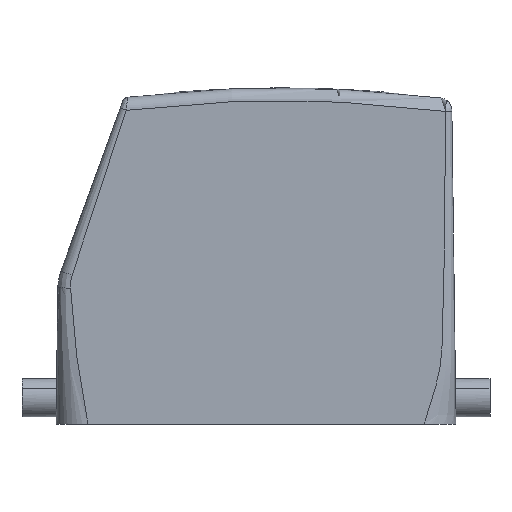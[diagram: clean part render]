
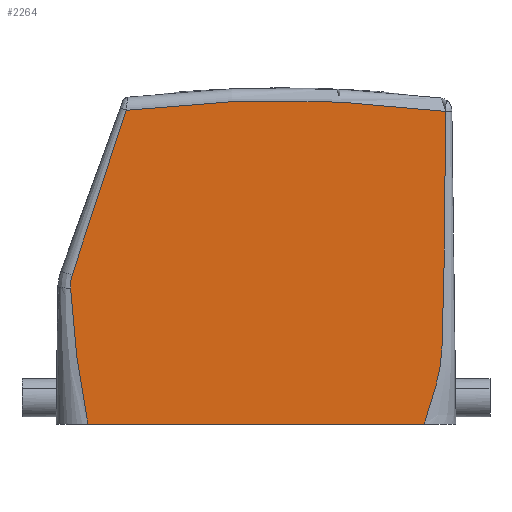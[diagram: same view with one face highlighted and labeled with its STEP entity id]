
A CAD part, left-side view. The second image highlights one B-rep face of the part: STEP entity #2264.
In plain terms, the highlighted planar face has unit normal (-1, 0, 0).
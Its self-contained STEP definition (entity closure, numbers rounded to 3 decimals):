
#630=AXIS2_PLACEMENT_3D('Circle Axis2P3D',#628,#629,$) ;
#2146=AXIS2_PLACEMENT_3D('Plane Axis2P3D',#2143,#2144,#2145) ;
#625=CARTESIAN_POINT('Vertex',(0.,85.52,73.746)) ;
#628=CARTESIAN_POINT('Axis2P3D Location',(0.,49.,-221.)) ;
#632=CARTESIAN_POINT('Vertex',(0.,10.46,73.489)) ;
#2143=CARTESIAN_POINT('Axis2P3D Location',(0.,-9.985,-37.458)) ;
#2149=CARTESIAN_POINT('Control Point',(0.,85.52,73.746)) ;
#2150=CARTESIAN_POINT('Control Point',(0.,85.722,73.156)) ;
#2151=CARTESIAN_POINT('Control Point',(0.,85.926,72.561)) ;
#2152=CARTESIAN_POINT('Control Point',(0.,86.128,71.97)) ;
#2153=CARTESIAN_POINT('Control Point',(0.,86.431,71.08)) ;
#2154=CARTESIAN_POINT('Control Point',(0.,86.734,70.191)) ;
#2155=CARTESIAN_POINT('Control Point',(0.,86.835,69.895)) ;
#2156=CARTESIAN_POINT('Control Point',(0.,87.037,69.301)) ;
#2157=CARTESIAN_POINT('Control Point',(0.,87.239,68.708)) ;
#2158=CARTESIAN_POINT('Control Point',(0.,87.339,68.411)) ;
#2159=CARTESIAN_POINT('Control Point',(0.,87.702,67.341)) ;
#2160=CARTESIAN_POINT('Control Point',(0.,88.064,66.271)) ;
#2161=CARTESIAN_POINT('Control Point',(0.,88.325,65.497)) ;
#2162=CARTESIAN_POINT('Control Point',(0.,89.367,62.4)) ;
#2163=CARTESIAN_POINT('Control Point',(0.,90.4,59.298)) ;
#2164=CARTESIAN_POINT('Control Point',(0.,91.169,56.97)) ;
#2165=CARTESIAN_POINT('Control Point',(0.,92.439,53.099)) ;
#2166=CARTESIAN_POINT('Control Point',(0.,93.697,49.227)) ;
#2167=CARTESIAN_POINT('Control Point',(0.,94.215,47.629)) ;
#2168=CARTESIAN_POINT('Control Point',(0.,95.328,44.177)) ;
#2169=CARTESIAN_POINT('Control Point',(0.,96.43,40.725)) ;
#2170=CARTESIAN_POINT('Control Point',(0.,97.037,38.814)) ;
#2171=CARTESIAN_POINT('Control Point',(0.,97.638,36.902)) ;
#2172=CARTESIAN_POINT('Control Point',(0.,98.231,34.991)) ;
#2173=CARTESIAN_POINT('Vertex',(0.,98.231,34.991)) ;
#2177=CARTESIAN_POINT('Control Point',(0.,98.231,34.991)) ;
#2178=CARTESIAN_POINT('Control Point',(0.,98.405,34.402)) ;
#2179=CARTESIAN_POINT('Control Point',(0.,98.529,33.797)) ;
#2180=CARTESIAN_POINT('Control Point',(0.,98.601,33.183)) ;
#2181=CARTESIAN_POINT('Control Point',(0.,98.618,32.568)) ;
#2182=CARTESIAN_POINT('Control Point',(0.,98.581,31.961)) ;
#2183=CARTESIAN_POINT('Vertex',(0.,98.581,31.961)) ;
#2187=CARTESIAN_POINT('Control Point',(0.,98.581,31.961)) ;
#2188=CARTESIAN_POINT('Control Point',(0.,98.438,28.545)) ;
#2189=CARTESIAN_POINT('Control Point',(0.,98.265,25.128)) ;
#2190=CARTESIAN_POINT('Control Point',(0.,97.932,21.707)) ;
#2191=CARTESIAN_POINT('Control Point',(0.,97.25,16.55)) ;
#2192=CARTESIAN_POINT('Control Point',(0.,96.416,11.413)) ;
#2193=CARTESIAN_POINT('Control Point',(0.,96.12,9.659)) ;
#2194=CARTESIAN_POINT('Control Point',(0.,95.719,7.292)) ;
#2195=CARTESIAN_POINT('Control Point',(0.,95.322,4.925)) ;
#2196=CARTESIAN_POINT('Control Point',(0.,95.219,4.31)) ;
#2197=CARTESIAN_POINT('Control Point',(0.,95.016,3.084)) ;
#2198=CARTESIAN_POINT('Control Point',(0.,94.815,1.857)) ;
#2199=CARTESIAN_POINT('Control Point',(0.,94.713,1.223)) ;
#2200=CARTESIAN_POINT('Control Point',(0.,94.614,0.611)) ;
#2201=CARTESIAN_POINT('Control Point',(0.,94.516,0.)) ;
#2202=CARTESIAN_POINT('Vertex',(0.,94.516,0.)) ;
#2205=CARTESIAN_POINT('Line Origine',(0.,54.994,0.)) ;
#2209=CARTESIAN_POINT('Vertex',(0.,15.471,0.)) ;
#2213=CARTESIAN_POINT('Control Point',(0.,10.46,73.489)) ;
#2214=CARTESIAN_POINT('Control Point',(0.,10.459,73.062)) ;
#2215=CARTESIAN_POINT('Control Point',(0.,10.457,72.633)) ;
#2216=CARTESIAN_POINT('Control Point',(0.,10.456,72.161)) ;
#2217=CARTESIAN_POINT('Control Point',(0.,10.453,71.297)) ;
#2218=CARTESIAN_POINT('Control Point',(0.,10.451,70.433)) ;
#2219=CARTESIAN_POINT('Control Point',(0.,10.451,69.996)) ;
#2220=CARTESIAN_POINT('Control Point',(0.,10.449,68.667)) ;
#2221=CARTESIAN_POINT('Control Point',(0.,10.449,67.337)) ;
#2222=CARTESIAN_POINT('Control Point',(0.,10.449,66.543)) ;
#2223=CARTESIAN_POINT('Control Point',(0.,10.461,58.395)) ;
#2224=CARTESIAN_POINT('Control Point',(0.,10.538,50.246)) ;
#2225=CARTESIAN_POINT('Control Point',(0.,10.663,42.988)) ;
#2226=CARTESIAN_POINT('Control Point',(0.,10.816,34.11)) ;
#2227=CARTESIAN_POINT('Control Point',(0.,11.047,25.239)) ;
#2228=CARTESIAN_POINT('Control Point',(0.,11.098,23.425)) ;
#2229=CARTESIAN_POINT('Control Point',(0.,11.157,21.519)) ;
#2230=CARTESIAN_POINT('Control Point',(0.,11.224,19.613)) ;
#2231=CARTESIAN_POINT('Control Point',(0.,11.234,19.334)) ;
#2232=CARTESIAN_POINT('Control Point',(0.,11.274,18.196)) ;
#2233=CARTESIAN_POINT('Control Point',(0.,11.321,17.058)) ;
#2234=CARTESIAN_POINT('Control Point',(0.,11.373,16.22)) ;
#2235=CARTESIAN_POINT('Control Point',(0.,11.534,14.507)) ;
#2236=CARTESIAN_POINT('Control Point',(0.,11.806,12.805)) ;
#2237=CARTESIAN_POINT('Control Point',(0.,11.972,11.958)) ;
#2238=CARTESIAN_POINT('Control Point',(0.,12.322,10.414)) ;
#2239=CARTESIAN_POINT('Control Point',(0.,12.74,8.884)) ;
#2240=CARTESIAN_POINT('Control Point',(0.,12.942,8.19)) ;
#2241=CARTESIAN_POINT('Control Point',(0.,13.316,6.953)) ;
#2242=CARTESIAN_POINT('Control Point',(0.,13.705,5.721)) ;
#2243=CARTESIAN_POINT('Control Point',(0.,13.878,5.178)) ;
#2244=CARTESIAN_POINT('Control Point',(0.,14.155,4.312)) ;
#2245=CARTESIAN_POINT('Control Point',(0.,14.428,3.444)) ;
#2246=CARTESIAN_POINT('Control Point',(0.,14.53,3.119)) ;
#2247=CARTESIAN_POINT('Control Point',(0.,14.736,2.458)) ;
#2248=CARTESIAN_POINT('Control Point',(0.,14.938,1.796)) ;
#2249=CARTESIAN_POINT('Control Point',(0.,15.023,1.517)) ;
#2250=CARTESIAN_POINT('Control Point',(0.,15.174,1.012)) ;
#2251=CARTESIAN_POINT('Control Point',(0.,15.323,0.507)) ;
#2252=CARTESIAN_POINT('Control Point',(0.,15.372,0.338)) ;
#2253=CARTESIAN_POINT('Control Point',(0.,15.422,0.169)) ;
#2254=CARTESIAN_POINT('Control Point',(0.,15.471,0.)) ;
#629=DIRECTION('Axis2P3D Direction',(-1.,0.,0.)) ;
#2144=DIRECTION('Axis2P3D Direction',(-1.,0.,0.)) ;
#2145=DIRECTION('Axis2P3D XDirection',(0.,-0.317,0.949)) ;
#2206=DIRECTION('Vector Direction',(0.,-1.,0.)) ;
#2207=VECTOR('Line Direction',#2206,1.) ;
#2257=ORIENTED_EDGE('',*,*,#634,.T.) ;
#2258=ORIENTED_EDGE('',*,*,#2175,.F.) ;
#2259=ORIENTED_EDGE('',*,*,#2185,.F.) ;
#2260=ORIENTED_EDGE('',*,*,#2204,.F.) ;
#2261=ORIENTED_EDGE('',*,*,#2211,.T.) ;
#2262=ORIENTED_EDGE('',*,*,#2255,.T.) ;
#2264=ADVANCED_FACE('Hood',(#2263),#2147,.T.) ;
#2148=B_SPLINE_CURVE_WITH_KNOTS('',5,(#2149,#2150,#2151,#2152,#2153,#2154,#2155,#2156,#2157,#2158,#2159,#2160,#2161,#2162,#2163,#2164,#2165,#2166,#2167,#2168,#2169,#2170,#2171,#2172),.UNSPECIFIED.,.F.,.U.,(6,3,3,3,3,3,3,6),(0.,4.431,6.646,8.862,14.634,31.953,43.409,57.599),.UNSPECIFIED.) ;
#2176=B_SPLINE_CURVE_WITH_KNOTS('',5,(#2177,#2178,#2179,#2180,#2181,#2182),.UNSPECIFIED.,.F.,.U.,(6,6),(0.,4.341),.UNSPECIFIED.) ;
#2186=B_SPLINE_CURVE_WITH_KNOTS('',5,(#2187,#2188,#2189,#2190,#2191,#2192,#2193,#2194,#2195,#2196,#2197,#2198,#2199,#2200,#2201),.UNSPECIFIED.,.F.,.U.,(6,3,3,3,6),(0.,24.233,36.786,41.194,45.568),.UNSPECIFIED.) ;
#2212=B_SPLINE_CURVE_WITH_KNOTS('',5,(#2213,#2214,#2215,#2216,#2217,#2218,#2219,#2220,#2221,#2222,#2223,#2224,#2225,#2226,#2227,#2228,#2229,#2230,#2231,#2232,#2233,#2234,#2235,#2236,#2237,#2238,#2239,#2240,#2241,#2242,#2243,#2244,#2245,#2246,#2247,#2248,#2249,#2250,#2251,#2252,#2253,#2254),.UNSPECIFIED.,.F.,.U.,(6,3,3,3,3,3,3,3,3,3,3,3,3,6),(0.,3.025,6.114,12.43,63.762,75.297,77.274,83.366,89.452,94.531,98.534,100.927,103.405,104.65),.UNSPECIFIED.) ;
#631=CIRCLE('generated circle',#630,297.) ;
#634=EDGE_CURVE('',#633,#626,#631,.T.) ;
#2175=EDGE_CURVE('',#2174,#626,#2148,.F.) ;
#2185=EDGE_CURVE('',#2184,#2174,#2176,.F.) ;
#2204=EDGE_CURVE('',#2203,#2184,#2186,.F.) ;
#2211=EDGE_CURVE('',#2203,#2210,#2208,.T.) ;
#2255=EDGE_CURVE('',#2210,#633,#2212,.F.) ;
#2256=EDGE_LOOP('',(#2257,#2258,#2259,#2260,#2261,#2262)) ;
#2263=FACE_OUTER_BOUND('',#2256,.T.) ;
#2208=LINE('Line',#2205,#2207) ;
#2147=PLANE('',#2146) ;
#626=VERTEX_POINT('',#625) ;
#633=VERTEX_POINT('',#632) ;
#2174=VERTEX_POINT('',#2173) ;
#2184=VERTEX_POINT('',#2183) ;
#2203=VERTEX_POINT('',#2202) ;
#2210=VERTEX_POINT('',#2209) ;
